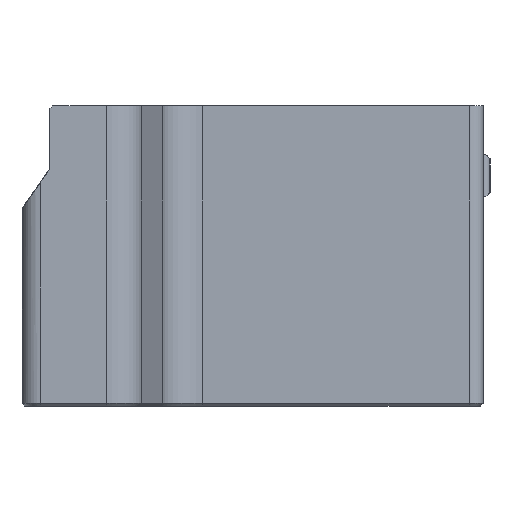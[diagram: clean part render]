
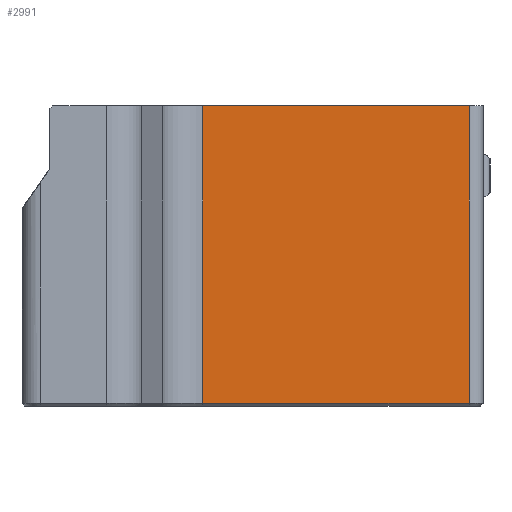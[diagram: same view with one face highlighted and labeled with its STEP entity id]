
A CAD part, left-side view. The second image highlights one B-rep face of the part: STEP entity #2991.
In plain terms, the highlighted planar face has unit normal (-1, 0, 0).
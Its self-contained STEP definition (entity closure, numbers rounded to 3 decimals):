
#134=PLANE('',#3201);
#248=FACE_OUTER_BOUND('',#415,.T.);
#415=EDGE_LOOP('',(#2221,#2222,#2223,#2224));
#664=LINE('',#4649,#955);
#666=LINE('',#4658,#957);
#667=LINE('',#4659,#958);
#668=LINE('',#4660,#959);
#955=VECTOR('',#3689,1.);
#957=VECTOR('',#3697,1.);
#958=VECTOR('',#3698,10.);
#959=VECTOR('',#3699,10.);
#1355=VERTEX_POINT('',#4647);
#1356=VERTEX_POINT('',#4648);
#1359=VERTEX_POINT('',#4656);
#1360=VERTEX_POINT('',#4657);
#1679=EDGE_CURVE('',#1355,#1356,#664,.T.);
#1683=EDGE_CURVE('',#1359,#1360,#666,.T.);
#1684=EDGE_CURVE('',#1355,#1359,#667,.T.);
#1685=EDGE_CURVE('',#1356,#1360,#668,.T.);
#2221=ORIENTED_EDGE('',*,*,#1683,.F.);
#2222=ORIENTED_EDGE('',*,*,#1684,.F.);
#2223=ORIENTED_EDGE('',*,*,#1679,.T.);
#2224=ORIENTED_EDGE('',*,*,#1685,.T.);
#2991=ADVANCED_FACE('',(#248),#134,.T.);
#3201=AXIS2_PLACEMENT_3D('',#4655,#3695,#3696);
#3689=DIRECTION('',(0.,0.,1.));
#3695=DIRECTION('center_axis',(-1.,0.,0.));
#3696=DIRECTION('ref_axis',(0.,1.,0.));
#3697=DIRECTION('',(0.,0.,1.));
#3698=DIRECTION('',(0.,1.,0.));
#3699=DIRECTION('',(0.,1.,0.));
#4647=CARTESIAN_POINT('',(108.352,-228.633,67.705));
#4648=CARTESIAN_POINT('',(108.352,-228.633,110.305));
#4649=CARTESIAN_POINT('',(108.352,-228.633,89.305));
#4655=CARTESIAN_POINT('Origin',(108.352,-228.633,69.305));
#4656=CARTESIAN_POINT('',(108.352,-190.53,67.705));
#4657=CARTESIAN_POINT('',(108.352,-190.53,110.305));
#4658=CARTESIAN_POINT('',(108.352,-190.53,89.305));
#4659=CARTESIAN_POINT('',(108.352,-212.239,67.705));
#4660=CARTESIAN_POINT('',(108.352,-199.132,110.305));
